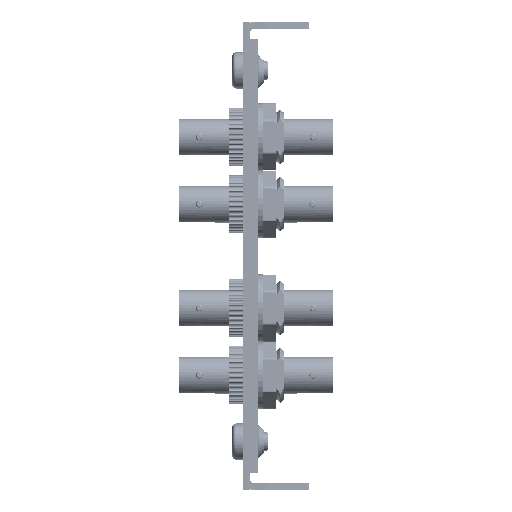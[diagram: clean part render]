
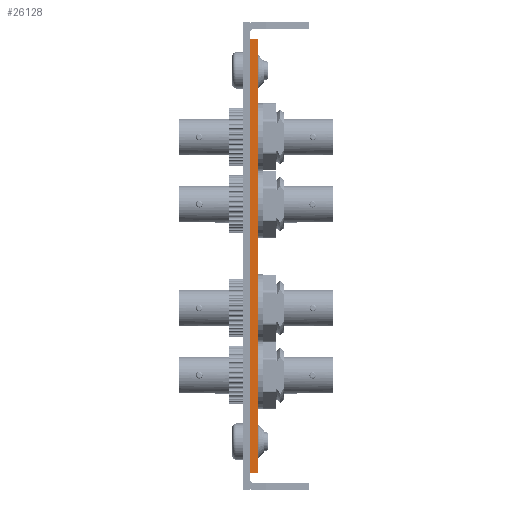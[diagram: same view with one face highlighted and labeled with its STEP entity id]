
A CAD part, left-side view. The second image highlights one B-rep face of the part: STEP entity #26128.
In plain terms, the highlighted planar face has unit normal (-1, 0, 0).
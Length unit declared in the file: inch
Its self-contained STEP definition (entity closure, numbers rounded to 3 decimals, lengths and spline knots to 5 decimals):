
#254 = CARTESIAN_POINT ( 'NONE',  ( -1.34, 0., -1.615 ) ) ;
#1016 = DIRECTION ( 'NONE',  ( -1., 0., 0. ) ) ;
#1568 = EDGE_CURVE ( 'NONE', #19639, #17039, #2541, .T. ) ;
#2541 = LINE ( 'NONE', #16507, #14357 ) ;
#3591 = ORIENTED_EDGE ( 'NONE', *, *, #1568, .T. ) ;
#6187 = ORIENTED_EDGE ( 'NONE', *, *, #19166, .F. ) ;
#6199 = LINE ( 'NONE', #254, #24212 ) ;
#6662 = CARTESIAN_POINT ( 'NONE',  ( -1.34, 0.06, 1.615 ) ) ;
#7782 = AXIS2_PLACEMENT_3D ( 'NONE', #12780, #1016, #17497 ) ;
#7957 = EDGE_CURVE ( 'NONE', #17026, #9650, #27616, .T. ) ;
#9650 = VERTEX_POINT ( 'NONE', #24182 ) ;
#9884 = VECTOR ( 'NONE', #20476, 39.37008 ) ;
#12780 = CARTESIAN_POINT ( 'NONE',  ( -1.34, 0.06, -1.615 ) ) ;
#14357 = VECTOR ( 'NONE', #24308, 39.37008 ) ;
#14613 = DIRECTION ( 'NONE',  ( 0., -1., 0. ) ) ;
#16507 = CARTESIAN_POINT ( 'NONE',  ( -1.34, 0.06, -1.615 ) ) ;
#16748 = DIRECTION ( 'NONE',  ( 0., 0., 1. ) ) ;
#17026 = VERTEX_POINT ( 'NONE', #19794 ) ;
#17039 = VERTEX_POINT ( 'NONE', #17645 ) ;
#17497 = DIRECTION ( 'NONE',  ( 0., 0., 1. ) ) ;
#17645 = CARTESIAN_POINT ( 'NONE',  ( -1.34, 0., -1.615 ) ) ;
#18199 = CARTESIAN_POINT ( 'NONE',  ( -1.34, 0.06, -1.615 ) ) ;
#19166 = EDGE_CURVE ( 'NONE', #19639, #17026, #28648, .T. ) ;
#19639 = VERTEX_POINT ( 'NONE', #22294 ) ;
#19794 = CARTESIAN_POINT ( 'NONE',  ( -1.34, 0.06, 1.615 ) ) ;
#19801 = ORIENTED_EDGE ( 'NONE', *, *, #25254, .T. ) ;
#20476 = DIRECTION ( 'NONE',  ( 0., 0., 1. ) ) ;
#22294 = CARTESIAN_POINT ( 'NONE',  ( -1.34, 0.06, -1.615 ) ) ;
#24182 = CARTESIAN_POINT ( 'NONE',  ( -1.34, 0., 1.615 ) ) ;
#24212 = VECTOR ( 'NONE', #16748, 39.37008 ) ;
#24308 = DIRECTION ( 'NONE',  ( 0., -1., 0. ) ) ;
#25254 = EDGE_CURVE ( 'NONE', #17039, #9650, #6199, .T. ) ;
#25742 = VECTOR ( 'NONE', #14613, 39.37008 ) ;
#26128 = ADVANCED_FACE ( 'NONE', ( #28983 ), #29270, .T. ) ;
#26758 = ORIENTED_EDGE ( 'NONE', *, *, #7957, .F. ) ;
#27616 = LINE ( 'NONE', #6662, #25742 ) ;
#28343 = EDGE_LOOP ( 'NONE', ( #26758, #6187, #3591, #19801 ) ) ;
#28648 = LINE ( 'NONE', #18199, #9884 ) ;
#28983 = FACE_OUTER_BOUND ( 'NONE', #28343, .T. ) ;
#29270 = PLANE ( 'NONE',  #7782 ) ;
